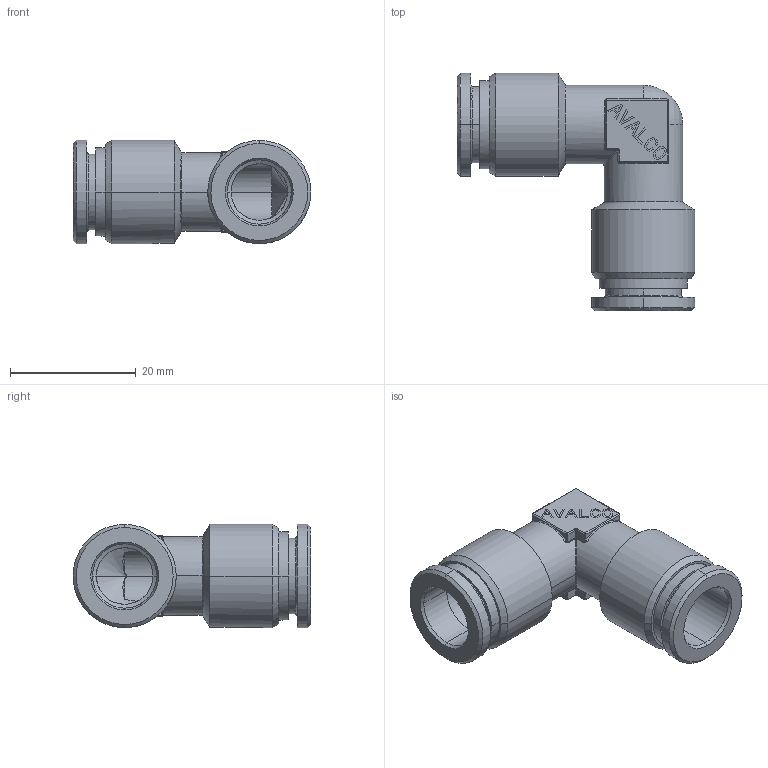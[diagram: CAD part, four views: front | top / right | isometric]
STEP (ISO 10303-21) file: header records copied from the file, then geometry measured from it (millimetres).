
FILE_DESCRIPTION(('CATIA V5 STEP Exchange'),'2;1');
FILE_NAME('PR550B-10.stp','2018-04-14T15:16:18+00:00',('none'),('none'),'CATIA Version 5 Release 21 GA (IN-10)','CATIA V5 STEP AP203','none');
FILE_SCHEMA(('CONFIG_CONTROL_DESIGN'));
Length unit declared in the file: millimetre
Products named in the file (1): PR550B-10
Bounding box: 37.8 x 37.8 x 16.4 mm (x, y, z)
Volume: 5281.4 mm3; surface area: 5599.5 mm2
Topology: 1 solids, 1 shells, 416 faces, 1044 edges, 654 vertices
Faces by surface type: plane 254, cylinder 68, cone 32, torus 30, sphere 16, bspline 16
Entity records: 13507 total; most frequent: CARTESIAN_POINT 4071, ORIENTED_EDGE 2080, DIRECTION 1636, EDGE_CURVE 1040, VECTOR 753, LINE 753, VERTEX_POINT 654, AXIS2_PLACEMENT_3D 526
